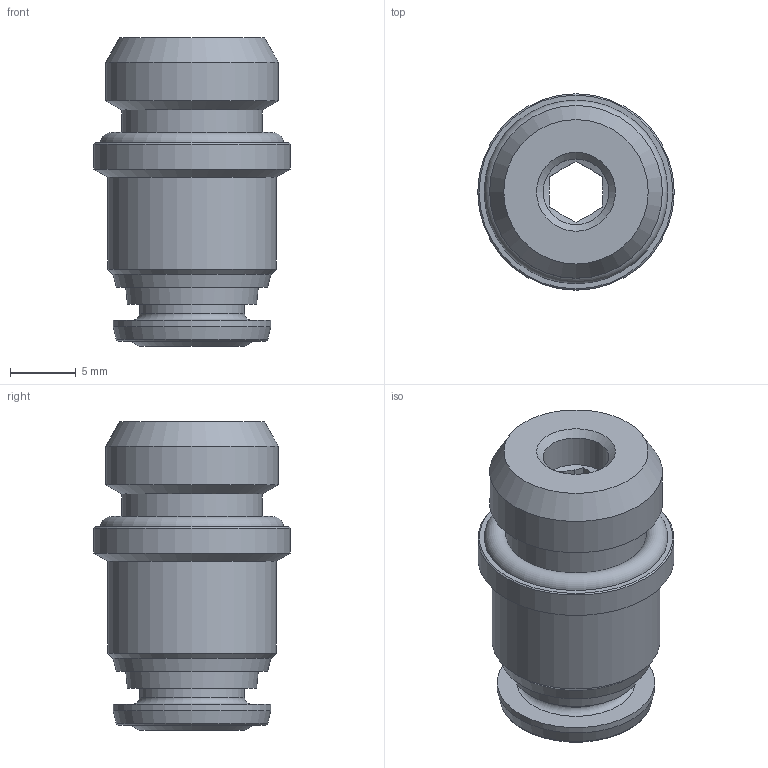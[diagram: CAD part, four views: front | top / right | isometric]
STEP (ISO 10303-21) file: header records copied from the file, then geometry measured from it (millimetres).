
FILE_DESCRIPTION(/* description */ ('STEP AP214'),/* implementation_level */ '2;1');
FILE_NAME(/* name */ '8085664_NPQR-DK-G14-Q6',/* time_stamp */ '2024-09-11T15:23:26+02:00',/* author */ ('License CC BY-ND 4.0'),/* organization */ ('CADENAS'),/* preprocessor_version */ 'ST-DEVELOPER v19.3',/* originating_system */ 'PARTsolutions',/* authorisation */ ' ');
FILE_SCHEMA (('AUTOMOTIVE_DESIGN {1 0 10303 214 3 1 1}'));
Length unit declared in the file: millimetre
Products named in the file (1): 8085664 NPQR-DK-G14-Q6---(high)
Bounding box: 14.95 x 14.95 x 23.5 mm (x, y, z)
Volume: 2240 mm3; surface area: 1732.8 mm2
Topology: 1 solids, 1 shells, 49 faces, 109 edges, 68 vertices
Faces by surface type: plane 20, cylinder 14, cone 12, torus 3
Full cylindrical faces by diameter (mm): 5 x1, 6 x1, 8 x1, 10.7 x1, 12 x1, 12.8 x1, 13.157 x1, 14.95 x1
Entity records: 1603 total; most frequent: CARTESIAN_POINT 236, DIRECTION 214, ORIENTED_EDGE 168, AXIS2_PLACEMENT_3D 92, EDGE_CURVE 84, EDGE_LOOP 80, FACE_BOUND 80, VERTEX_POINT 66
